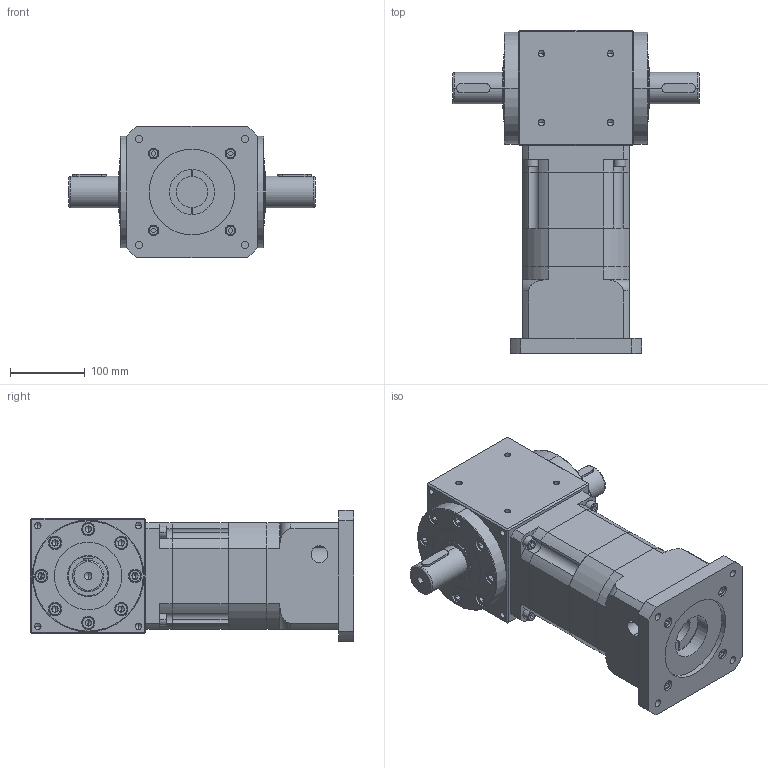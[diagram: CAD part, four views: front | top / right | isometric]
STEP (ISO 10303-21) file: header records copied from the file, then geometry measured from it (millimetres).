
FILE_DESCRIPTION (( 'STEP AP214' ), '1' );
FILE_NAME ('RAM150-L2-XX-2S-42-114.3-200-M12_2019.STEP', '2019-04-10T06:44:07', ( 'Y' ), ( 'NCU' ), 'SwSTEP 2.0', 'SolidWorks 2016', '' );
FILE_SCHEMA (( 'AUTOMOTIVE_DESIGN' ));
Length unit declared in the file: millimetre
Products named in the file (1): RAM150-L2-XX-2S-42-114.3-200-M12_2019
Bounding box: 329 x 431 x 176 mm (x, y, z)
Volume: 9426134.8 mm3; surface area: 649264.2 mm2
Topology: 7 solids, 29 shells, 920 faces, 2144 edges, 1312 vertices
Faces by surface type: plane 428, cylinder 328, cone 116, torus 48
Entity records: 28131 total; most frequent: CARTESIAN_POINT 5053, DIRECTION 4770, ORIENTED_EDGE 4112, EDGE_CURVE 2056, AXIS2_PLACEMENT_3D 1833, VERTEX_POINT 1312, VECTOR 1104, LINE 1104
